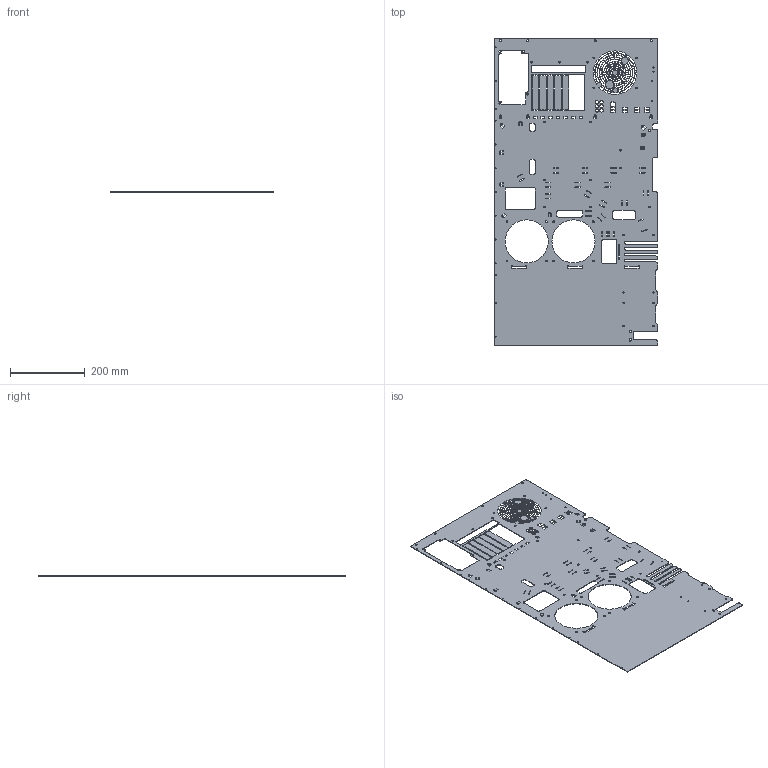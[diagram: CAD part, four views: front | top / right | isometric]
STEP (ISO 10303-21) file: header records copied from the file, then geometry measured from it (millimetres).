
FILE_DESCRIPTION(/* description */ (''),/* implementation_level */ '2;1');
FILE_NAME(/* name */ 'Thelio Major B2 V2.1 Flat Pattern.step',/* time_stamp */ '2019-05-09T16:37:45-06:00',/* author */ ('johnNSNC2'),/* organization */ (''),/* preprocessor_version */ 'ST-DEVELOPER v18',/* originating_system */ 'Autodesk Translation Framework v8.2.0.1029',/* authorisation */ '');
FILE_SCHEMA (('AUTOMOTIVE_DESIGN { 1 0 10303 214 3 1 1 }'));
Length unit declared in the file: millimetre
Products named in the file (1): Thelio Major B2 V2.1 Flat Pattern
Bounding box: 436.6 x 819.44 x 1.6 mm (x, y, z)
Volume: 463785.6 mm3; surface area: 604628.8 mm2
Topology: 1 solids, 1 shells, 1024 faces, 3066 edges, 2044 vertices
Faces by surface type: plane 506, cylinder 304, bspline 214
Full cylindrical faces by diameter (mm): 3.2 x17, 3.4 x8, 4.4 x1, 4.8 x5, 5 x8, 5.2 x11, 8.85 x6, 115 x2
Entity records: 37056 total; most frequent: CARTESIAN_POINT 9479, ORIENTED_EDGE 6132, DIRECTION 4912, EDGE_CURVE 3066, VERTEX_POINT 2044, LINE 2030, VECTOR 2030, AXIS2_PLACEMENT_3D 1441
